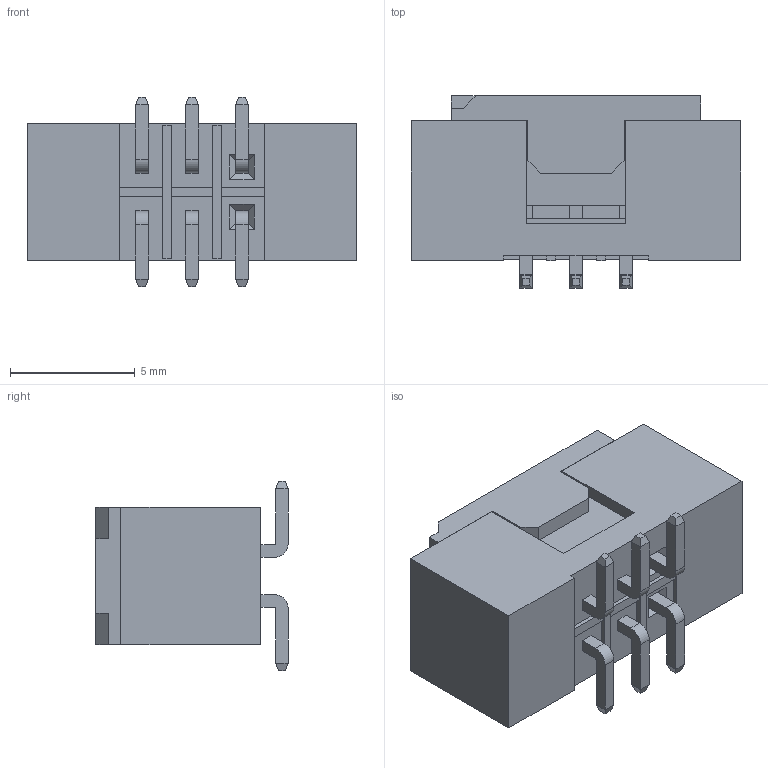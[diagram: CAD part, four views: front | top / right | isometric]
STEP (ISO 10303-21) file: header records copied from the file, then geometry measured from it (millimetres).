
FILE_DESCRIPTION(/* description */ (''),/* implementation_level */ '2;1');
FILE_NAME(/* name */ '9510-06-XX-HT-PPTR-et.stp',/* time_stamp */ '2017-11-09T15:55:22+01:00',/* author */ ('Andreas.Larin'),/* organization */ (''),/* preprocessor_version */ 'ST-DEVELOPER v15.6',/* originating_system */ 'Autodesk Inventor 2015',/* authorisation */ '');
FILE_SCHEMA (('AUTOMOTIVE_DESIGN { 1 0 10303 214 3 1 1 }'));
Length unit declared in the file: millimetre
Products named in the file (3): 9510-Pad-1; 9510-06-XX-HT; 9510-06-XX-HT-PPTR-et
Bounding box: 13.2 x 7.7 x 7.6 mm (x, y, z)
Volume: 307.2 mm3; surface area: 977.7 mm2
Topology: 2 solids, 2 shells, 223 faces, 559 edges, 352 vertices
Faces by surface type: plane 211, cylinder 12
Entity records: 6526 total; most frequent: CARTESIAN_POINT 1139, ORIENTED_EDGE 1118, DIRECTION 1039, EDGE_CURVE 559, LINE 535, VECTOR 535, VERTEX_POINT 352, AXIS2_PLACEMENT_3D 252
